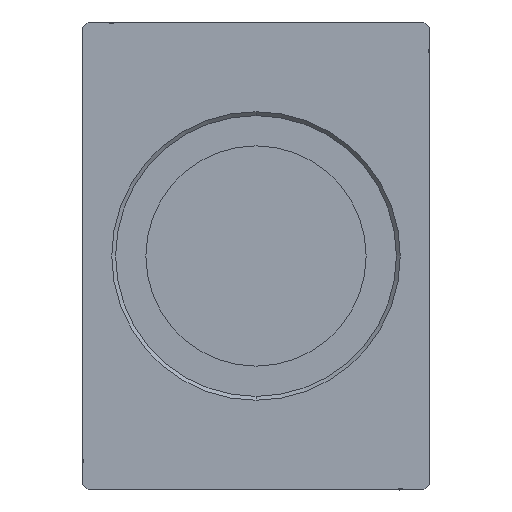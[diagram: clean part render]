
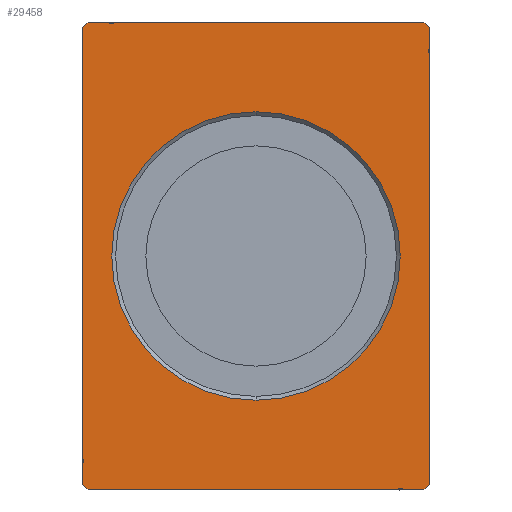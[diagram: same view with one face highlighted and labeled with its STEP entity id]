
A CAD part, left-side view. The second image highlights one B-rep face of the part: STEP entity #29458.
In plain terms, the highlighted planar face has unit normal (-1, 0, 0).
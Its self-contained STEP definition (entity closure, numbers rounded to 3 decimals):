
#541 = VECTOR ( 'NONE', #15380, 1000. ) ;
#605 = CARTESIAN_POINT ( 'NONE',  ( 0., -30.5, -42.5 ) ) ;
#1155 = VECTOR ( 'NONE', #34228, 1000. ) ;
#1188 = ORIENTED_EDGE ( 'NONE', *, *, #2623, .F. ) ;
#2623 = EDGE_CURVE ( 'NONE', #15406, #27059, #12758, .T. ) ;
#3333 = LINE ( 'NONE', #7016, #28046 ) ;
#3391 = ORIENTED_EDGE ( 'NONE', *, *, #15024, .F. ) ;
#4247 = CARTESIAN_POINT ( 'NONE',  ( 0., 0., 26.2 ) ) ;
#4881 = FACE_OUTER_BOUND ( 'NONE', #10958, .T. ) ;
#4962 = EDGE_CURVE ( 'NONE', #11602, #13245, #39137, .T. ) ;
#5934 = VECTOR ( 'NONE', #9682, 1000. ) ;
#6920 = CARTESIAN_POINT ( 'NONE',  ( 0., -31.5, -41.5 ) ) ;
#7016 = CARTESIAN_POINT ( 'NONE',  ( 0., 31.5, 41.5 ) ) ;
#8036 = DIRECTION ( 'NONE',  ( 1., 0., 0. ) ) ;
#8377 = ORIENTED_EDGE ( 'NONE', *, *, #38653, .F. ) ;
#9682 = DIRECTION ( 'NONE',  ( 0., 0.707, 0.707 ) ) ;
#9856 = EDGE_CURVE ( 'NONE', #13245, #32188, #13473, .T. ) ;
#10554 = ORIENTED_EDGE ( 'NONE', *, *, #31301, .F. ) ;
#10958 = EDGE_LOOP ( 'NONE', ( #20221, #3391, #1188, #10554, #18541, #22493, #14844, #8377 ) ) ;
#11602 = VERTEX_POINT ( 'NONE', #24969 ) ;
#11623 = VECTOR ( 'NONE', #29015, 1000. ) ;
#11724 = EDGE_CURVE ( 'NONE', #18194, #26702, #12582, .T. ) ;
#11769 = CARTESIAN_POINT ( 'NONE',  ( 0., 31.5, 41.5 ) ) ;
#12582 = CIRCLE ( 'NONE', #34903, 26.2 ) ;
#12758 = LINE ( 'NONE', #25515, #5934 ) ;
#12762 = VERTEX_POINT ( 'NONE', #17977 ) ;
#12771 = LINE ( 'NONE', #34772, #11623 ) ;
#13075 = DIRECTION ( 'NONE',  ( 0., 0.707, -0.707 ) ) ;
#13245 = VERTEX_POINT ( 'NONE', #27987 ) ;
#13473 = LINE ( 'NONE', #6920, #25013 ) ;
#14505 = LINE ( 'NONE', #24578, #1155 ) ;
#14634 = EDGE_LOOP ( 'NONE', ( #21341, #18240 ) ) ;
#14844 = ORIENTED_EDGE ( 'NONE', *, *, #40129, .F. ) ;
#15024 = EDGE_CURVE ( 'NONE', #27059, #31086, #39083, .T. ) ;
#15047 = EDGE_CURVE ( 'NONE', #26702, #18194, #22531, .T. ) ;
#15380 = DIRECTION ( 'NONE',  ( 0., -0.707, -0.707 ) ) ;
#15406 = VERTEX_POINT ( 'NONE', #26494 ) ;
#17409 = DIRECTION ( 'NONE',  ( 1., 0., 0. ) ) ;
#17495 = CARTESIAN_POINT ( 'NONE',  ( 0., 31.5, -41.5 ) ) ;
#17977 = CARTESIAN_POINT ( 'NONE',  ( 0., 30.5, 42.5 ) ) ;
#18194 = VERTEX_POINT ( 'NONE', #4247 ) ;
#18231 = PLANE ( 'NONE',  #35221 ) ;
#18240 = ORIENTED_EDGE ( 'NONE', *, *, #15047, .T. ) ;
#18541 = ORIENTED_EDGE ( 'NONE', *, *, #9856, .F. ) ;
#19179 = VECTOR ( 'NONE', #29479, 1000. ) ;
#19565 = DIRECTION ( 'NONE',  ( 0., -0.707, 0.707 ) ) ;
#19985 = CARTESIAN_POINT ( 'NONE',  ( 0., 31.5, -41.5 ) ) ;
#20221 = ORIENTED_EDGE ( 'NONE', *, *, #31239, .F. ) ;
#20509 = CARTESIAN_POINT ( 'NONE',  ( 0., 0., 0. ) ) ;
#21341 = ORIENTED_EDGE ( 'NONE', *, *, #11724, .T. ) ;
#22493 = ORIENTED_EDGE ( 'NONE', *, *, #4962, .F. ) ;
#22531 = CIRCLE ( 'NONE', #25815, 26.2 ) ;
#23777 = CARTESIAN_POINT ( 'NONE',  ( 0., -30.5, 42.5 ) ) ;
#24578 = CARTESIAN_POINT ( 'NONE',  ( 0., 30.5, 42.5 ) ) ;
#24969 = CARTESIAN_POINT ( 'NONE',  ( 0., -31.5, 41.5 ) ) ;
#25013 = VECTOR ( 'NONE', #13075, 1000. ) ;
#25515 = CARTESIAN_POINT ( 'NONE',  ( 0., 30.5, -42.5 ) ) ;
#25815 = AXIS2_PLACEMENT_3D ( 'NONE', #30243, #8036, #39291 ) ;
#26494 = CARTESIAN_POINT ( 'NONE',  ( 0., 30.5, -42.5 ) ) ;
#26702 = VERTEX_POINT ( 'NONE', #31353 ) ;
#26800 = CARTESIAN_POINT ( 'NONE',  ( 0., -31.5, 41.5 ) ) ;
#27059 = VERTEX_POINT ( 'NONE', #19985 ) ;
#27675 = FACE_BOUND ( 'NONE', #14634, .T. ) ;
#27987 = CARTESIAN_POINT ( 'NONE',  ( 0., -31.5, -41.5 ) ) ;
#28046 = VECTOR ( 'NONE', #19565, 1000. ) ;
#28463 = VERTEX_POINT ( 'NONE', #23777 ) ;
#29015 = DIRECTION ( 'NONE',  ( 0., 1., 0. ) ) ;
#29458 = ADVANCED_FACE ( 'NONE', ( #27675, #4881 ), #18231, .F. ) ;
#29479 = DIRECTION ( 'NONE',  ( 0., 0., -1. ) ) ;
#30243 = CARTESIAN_POINT ( 'NONE',  ( 0., 0., 0. ) ) ;
#30818 = LINE ( 'NONE', #31012, #541 ) ;
#31012 = CARTESIAN_POINT ( 'NONE',  ( 0., -30.5, 42.5 ) ) ;
#31086 = VERTEX_POINT ( 'NONE', #11769 ) ;
#31239 = EDGE_CURVE ( 'NONE', #31086, #12762, #3333, .T. ) ;
#31301 = EDGE_CURVE ( 'NONE', #32188, #15406, #12771, .T. ) ;
#31353 = CARTESIAN_POINT ( 'NONE',  ( 0., 0., -26.2 ) ) ;
#32188 = VERTEX_POINT ( 'NONE', #605 ) ;
#33534 = DIRECTION ( 'NONE',  ( 0., 0., 1. ) ) ;
#33773 = CARTESIAN_POINT ( 'NONE',  ( 0., 0., 0. ) ) ;
#33972 = DIRECTION ( 'NONE',  ( 0., 0., -1. ) ) ;
#34228 = DIRECTION ( 'NONE',  ( 0., -1., 0. ) ) ;
#34772 = CARTESIAN_POINT ( 'NONE',  ( 0., -30.5, -42.5 ) ) ;
#34903 = AXIS2_PLACEMENT_3D ( 'NONE', #33773, #37261, #33972 ) ;
#35221 = AXIS2_PLACEMENT_3D ( 'NONE', #20509, #17409, #36940 ) ;
#36940 = DIRECTION ( 'NONE',  ( 0., 0., -1. ) ) ;
#37261 = DIRECTION ( 'NONE',  ( 1., 0., 0. ) ) ;
#38653 = EDGE_CURVE ( 'NONE', #12762, #28463, #14505, .T. ) ;
#39083 = LINE ( 'NONE', #17495, #40248 ) ;
#39137 = LINE ( 'NONE', #26800, #19179 ) ;
#39291 = DIRECTION ( 'NONE',  ( 0., 0., -1. ) ) ;
#40129 = EDGE_CURVE ( 'NONE', #28463, #11602, #30818, .T. ) ;
#40248 = VECTOR ( 'NONE', #33534, 1000. ) ;
